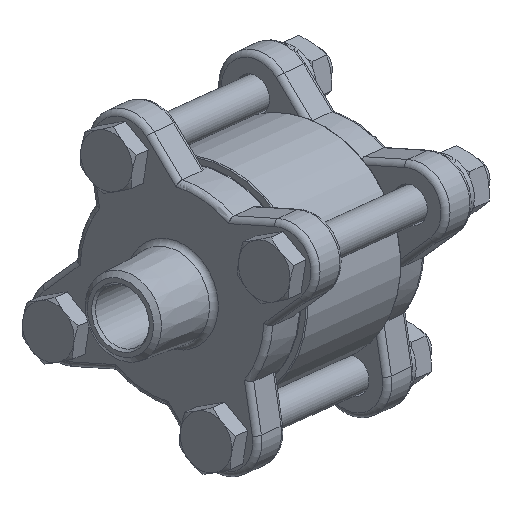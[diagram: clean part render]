
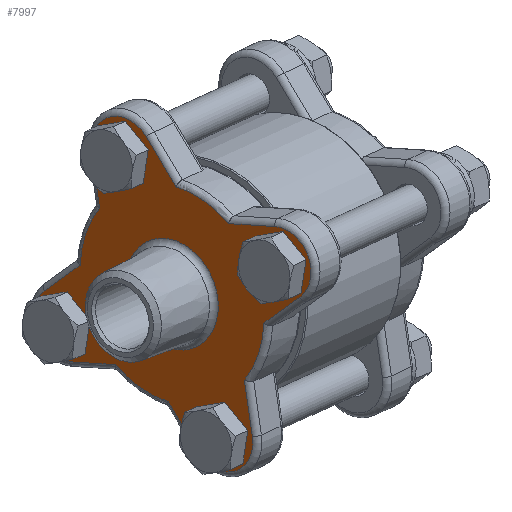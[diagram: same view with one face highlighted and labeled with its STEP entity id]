
A CAD part, front view. The second image highlights one B-rep face of the part: STEP entity #7997.
In plain terms, the highlighted planar face has unit normal (-0.606, -0.746, -0.275).
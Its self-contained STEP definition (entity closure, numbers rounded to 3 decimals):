
#3001=CARTESIAN_POINT('',(-87.258,-55.152,11.254));
#3002=VERTEX_POINT('',#3001);
#3003=CARTESIAN_POINT('',(-83.945,-58.054,11.822));
#3004=DIRECTION('',(0.606,0.746,0.275));
#3005=DIRECTION('',(-0.746,0.653,-0.128));
#3006=AXIS2_PLACEMENT_3D('',#3003,#3004,#3005);
#3007=CIRCLE('',#3006,4.44);
#3008=EDGE_CURVE('',#3002,#3002,#3007,.T.);
#3573=CARTESIAN_POINT('',(-62.989,-68.608,-5.716));
#3574=VERTEX_POINT('',#3573);
#3575=CARTESIAN_POINT('',(-59.676,-71.509,-5.148));
#3576=DIRECTION('',(0.606,0.746,0.275));
#3577=DIRECTION('',(-0.746,0.653,-0.128));
#3578=AXIS2_PLACEMENT_3D('',#3575,#3576,#3577);
#3579=CIRCLE('',#3578,4.44);
#3580=EDGE_CURVE('',#3574,#3574,#3579,.T.);
#7204=CARTESIAN_POINT('',(-78.302,-72.122,37.518));
#7205=VERTEX_POINT('',#7204);
#7206=CARTESIAN_POINT('',(-74.989,-75.023,38.086));
#7207=DIRECTION('',(0.606,0.746,0.275));
#7208=DIRECTION('',(-0.746,0.653,-0.128));
#7209=AXIS2_PLACEMENT_3D('',#7206,#7207,#7208);
#7210=CIRCLE('',#7209,4.44);
#7211=EDGE_CURVE('',#7205,#7205,#7210,.T.);
#7776=CARTESIAN_POINT('',(-54.033,-85.577,20.548));
#7777=VERTEX_POINT('',#7776);
#7778=CARTESIAN_POINT('',(-50.72,-88.479,21.116));
#7779=DIRECTION('',(0.606,0.746,0.275));
#7780=DIRECTION('',(-0.746,0.653,-0.128));
#7781=AXIS2_PLACEMENT_3D('',#7778,#7779,#7780);
#7782=CIRCLE('',#7781,4.44);
#7783=EDGE_CURVE('',#7777,#7777,#7782,.T.);
#7807=CARTESIAN_POINT('',(-64.353,-72.582,8.056));
#7808=VERTEX_POINT('',#7807);
#7809=CARTESIAN_POINT('',(-67.333,-73.266,16.469));
#7810=DIRECTION('',(0.606,0.746,0.275));
#7811=DIRECTION('',(0.333,0.076,-0.94));
#7812=AXIS2_PLACEMENT_3D('',#7809,#7810,#7811);
#7813=CIRCLE('',#7812,8.951);
#7814=EDGE_CURVE('',#7808,#7808,#7813,.T.);
#7839=CARTESIAN_POINT('',(-67.333,-73.266,16.469));
#7840=DIRECTION('',(0.606,0.746,0.275));
#7841=DIRECTION('',(0.275,-0.522,0.807));
#7842=AXIS2_PLACEMENT_3D('',#7839,#7840,#7841);
#7843=PLANE('',#7842);
#7844=CARTESIAN_POINT('',(-67.935,-66.678,-0.056));
#7845=VERTEX_POINT('',#7844);
#7846=CARTESIAN_POINT('',(-63.346,-67.557,-7.779));
#7847=VERTEX_POINT('',#7846);
#7848=CARTESIAN_POINT('',(-67.935,-66.678,-0.056));
#7849=DIRECTION('',(0.508,-0.097,-0.856));
#7850=VECTOR('',#7849,9.027);
#7851=LINE('',#7848,#7850);
#7852=EDGE_CURVE('',#7845,#7847,#7851,.T.);
#7853=ORIENTED_EDGE('',*,*,#7852,.T.);
#7854=CARTESIAN_POINT('',(-54.973,-75.224,-5.436));
#7855=VERTEX_POINT('',#7854);
#7856=CARTESIAN_POINT('',(-59.676,-71.509,-5.148));
#7857=DIRECTION('',(-0.606,-0.746,-0.275));
#7858=DIRECTION('',(0.333,0.076,-0.94));
#7859=AXIS2_PLACEMENT_3D('',#7856,#7857,#7858);
#7860=CIRCLE('',#7859,6.);
#7861=EDGE_CURVE('',#7847,#7855,#7860,.T.);
#7862=ORIENTED_EDGE('',*,*,#7861,.T.);
#7863=CARTESIAN_POINT('',(-56.188,-77.435,3.23));
#7864=VERTEX_POINT('',#7863);
#7865=CARTESIAN_POINT('',(-54.973,-75.224,-5.436));
#7866=DIRECTION('',(-0.135,-0.245,0.96));
#7867=VECTOR('',#7866,9.027);
#7868=LINE('',#7865,#7867);
#7869=EDGE_CURVE('',#7855,#7864,#7868,.T.);
#7870=ORIENTED_EDGE('',*,*,#7869,.T.);
#7871=CARTESIAN_POINT('',(-53.189,-83.118,12.026));
#7872=VERTEX_POINT('',#7871);
#7873=CARTESIAN_POINT('',(-67.333,-73.266,16.469));
#7874=DIRECTION('',(-0.606,-0.746,-0.275));
#7875=DIRECTION('',(0.333,0.076,-0.94));
#7876=AXIS2_PLACEMENT_3D('',#7873,#7874,#7875);
#7877=CIRCLE('',#7876,17.8);
#7878=EDGE_CURVE('',#7864,#7872,#7877,.T.);
#7879=ORIENTED_EDGE('',*,*,#7878,.T.);
#7880=CARTESIAN_POINT('',(-47.669,-89.063,15.983));
#7881=VERTEX_POINT('',#7880);
#7882=CARTESIAN_POINT('',(-53.189,-83.118,12.026));
#7883=DIRECTION('',(0.612,-0.659,0.438));
#7884=VECTOR('',#7883,9.027);
#7885=LINE('',#7882,#7884);
#7886=EDGE_CURVE('',#7872,#7881,#7885,.T.);
#7887=ORIENTED_EDGE('',*,*,#7886,.T.);
#7888=CARTESIAN_POINT('',(-51.528,-89.949,26.877));
#7889=VERTEX_POINT('',#7888);
#7890=CARTESIAN_POINT('',(-50.72,-88.479,21.116));
#7891=DIRECTION('',(-0.606,-0.746,-0.275));
#7892=DIRECTION('',(0.333,0.076,-0.94));
#7893=AXIS2_PLACEMENT_3D('',#7890,#7891,#7892);
#7894=CIRCLE('',#7893,6.);
#7895=EDGE_CURVE('',#7881,#7889,#7894,.T.);
#7896=ORIENTED_EDGE('',*,*,#7895,.T.);
#7897=CARTESIAN_POINT('',(-58.603,-84.36,27.311));
#7898=VERTEX_POINT('',#7897);
#7899=CARTESIAN_POINT('',(-51.528,-89.949,26.877));
#7900=DIRECTION('',(-0.784,0.619,0.048));
#7901=VECTOR('',#7900,9.027);
#7902=LINE('',#7899,#7901);
#7903=EDGE_CURVE('',#7889,#7898,#7902,.T.);
#7904=ORIENTED_EDGE('',*,*,#7903,.T.);
#7905=CARTESIAN_POINT('',(-66.73,-79.854,32.994));
#7906=VERTEX_POINT('',#7905);
#7907=CARTESIAN_POINT('',(-67.333,-73.266,16.469));
#7908=DIRECTION('',(-0.606,-0.746,-0.275));
#7909=DIRECTION('',(0.333,0.076,-0.94));
#7910=AXIS2_PLACEMENT_3D('',#7907,#7908,#7909);
#7911=CIRCLE('',#7910,17.8);
#7912=EDGE_CURVE('',#7898,#7906,#7911,.T.);
#7913=ORIENTED_EDGE('',*,*,#7912,.T.);
#7914=CARTESIAN_POINT('',(-71.32,-78.975,40.717));
#7915=VERTEX_POINT('',#7914);
#7916=CARTESIAN_POINT('',(-66.73,-79.854,32.994));
#7917=DIRECTION('',(-0.508,0.097,0.856));
#7918=VECTOR('',#7917,9.027);
#7919=LINE('',#7916,#7918);
#7920=EDGE_CURVE('',#7906,#7915,#7919,.T.);
#7921=ORIENTED_EDGE('',*,*,#7920,.T.);
#7922=CARTESIAN_POINT('',(-79.692,-71.309,38.375));
#7923=VERTEX_POINT('',#7922);
#7924=CARTESIAN_POINT('',(-74.989,-75.023,38.086));
#7925=DIRECTION('',(-0.606,-0.746,-0.275));
#7926=DIRECTION('',(0.333,0.076,-0.94));
#7927=AXIS2_PLACEMENT_3D('',#7924,#7925,#7926);
#7928=CIRCLE('',#7927,6.);
#7929=EDGE_CURVE('',#7915,#7923,#7928,.T.);
#7930=ORIENTED_EDGE('',*,*,#7929,.T.);
#7931=CARTESIAN_POINT('',(-78.477,-69.097,29.708));
#7932=VERTEX_POINT('',#7931);
#7933=CARTESIAN_POINT('',(-79.692,-71.309,38.375));
#7934=DIRECTION('',(0.135,0.245,-0.96));
#7935=VECTOR('',#7934,9.027);
#7936=LINE('',#7933,#7935);
#7937=EDGE_CURVE('',#7923,#7932,#7936,.T.);
#7938=ORIENTED_EDGE('',*,*,#7937,.T.);
#7939=CARTESIAN_POINT('',(-81.476,-63.415,20.913));
#7940=VERTEX_POINT('',#7939);
#7941=CARTESIAN_POINT('',(-67.333,-73.266,16.469));
#7942=DIRECTION('',(-0.606,-0.746,-0.275));
#7943=DIRECTION('',(0.333,0.076,-0.94));
#7944=AXIS2_PLACEMENT_3D('',#7941,#7942,#7943);
#7945=CIRCLE('',#7944,17.8);
#7946=EDGE_CURVE('',#7932,#7940,#7945,.T.);
#7947=ORIENTED_EDGE('',*,*,#7946,.T.);
#7948=CARTESIAN_POINT('',(-86.996,-57.469,16.955));
#7949=VERTEX_POINT('',#7948);
#7950=CARTESIAN_POINT('',(-81.476,-63.415,20.913));
#7951=DIRECTION('',(-0.612,0.659,-0.438));
#7952=VECTOR('',#7951,9.027);
#7953=LINE('',#7950,#7952);
#7954=EDGE_CURVE('',#7940,#7949,#7953,.T.);
#7955=ORIENTED_EDGE('',*,*,#7954,.T.);
#7956=CARTESIAN_POINT('',(-83.138,-56.584,6.061));
#7957=VERTEX_POINT('',#7956);
#7958=CARTESIAN_POINT('',(-83.945,-58.054,11.822));
#7959=DIRECTION('',(-0.606,-0.746,-0.275));
#7960=DIRECTION('',(0.333,0.076,-0.94));
#7961=AXIS2_PLACEMENT_3D('',#7958,#7959,#7960);
#7962=CIRCLE('',#7961,6.);
#7963=EDGE_CURVE('',#7949,#7957,#7962,.T.);
#7964=ORIENTED_EDGE('',*,*,#7963,.T.);
#7965=CARTESIAN_POINT('',(-76.062,-62.172,5.627));
#7966=VERTEX_POINT('',#7965);
#7967=CARTESIAN_POINT('',(-83.138,-56.584,6.061));
#7968=DIRECTION('',(0.784,-0.619,-0.048));
#7969=VECTOR('',#7968,9.027);
#7970=LINE('',#7967,#7969);
#7971=EDGE_CURVE('',#7957,#7966,#7970,.T.);
#7972=ORIENTED_EDGE('',*,*,#7971,.T.);
#7973=CARTESIAN_POINT('',(-67.333,-73.266,16.469));
#7974=DIRECTION('',(-0.606,-0.746,-0.275));
#7975=DIRECTION('',(0.333,0.076,-0.94));
#7976=AXIS2_PLACEMENT_3D('',#7973,#7974,#7975);
#7977=CIRCLE('',#7976,17.8);
#7978=EDGE_CURVE('',#7966,#7845,#7977,.T.);
#7979=ORIENTED_EDGE('',*,*,#7978,.T.);
#7980=EDGE_LOOP('',(#7853,#7862,#7870,#7879,#7887,#7896,#7904,#7913,#7921,#7930,#7938,#7947,#7955,#7964,#7972,#7979));
#7981=FACE_OUTER_BOUND('',#7980,.T.);
#7982=ORIENTED_EDGE('',*,*,#3008,.T.);
#7983=EDGE_LOOP('',(#7982));
#7984=FACE_BOUND('',#7983,.T.);
#7985=ORIENTED_EDGE('',*,*,#3580,.T.);
#7986=EDGE_LOOP('',(#7985));
#7987=FACE_BOUND('',#7986,.T.);
#7988=ORIENTED_EDGE('',*,*,#7211,.T.);
#7989=EDGE_LOOP('',(#7988));
#7990=FACE_BOUND('',#7989,.T.);
#7991=ORIENTED_EDGE('',*,*,#7783,.T.);
#7992=EDGE_LOOP('',(#7991));
#7993=FACE_BOUND('',#7992,.T.);
#7994=ORIENTED_EDGE('',*,*,#7814,.T.);
#7995=EDGE_LOOP('',(#7994));
#7996=FACE_BOUND('',#7995,.T.);
#7997=ADVANCED_FACE('',(#7981,#7984,#7987,#7990,#7993,#7996),#7843,.F.);
